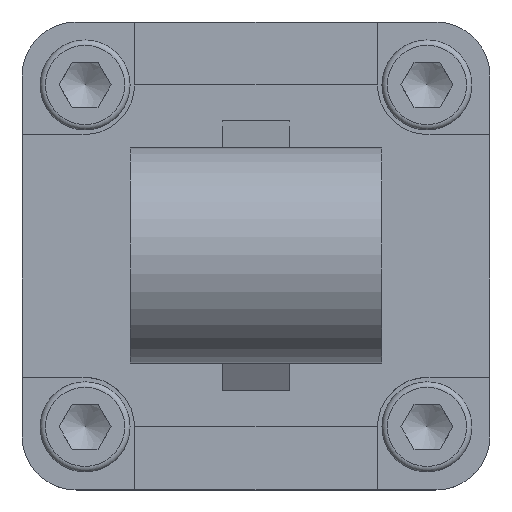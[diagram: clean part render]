
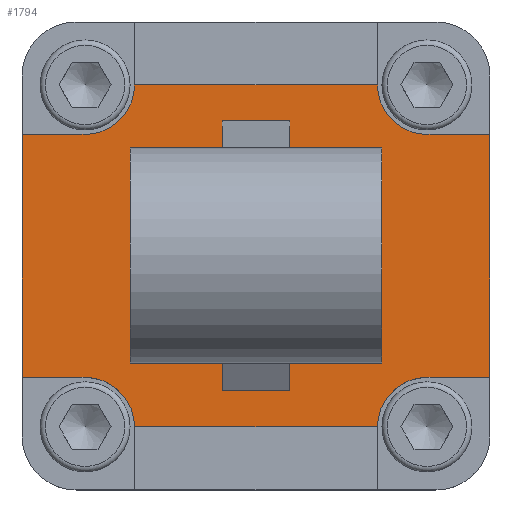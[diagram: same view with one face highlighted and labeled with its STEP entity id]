
A CAD part, top view. The second image highlights one B-rep face of the part: STEP entity #1794.
In plain terms, the highlighted planar face has unit normal (0, 0, 1).
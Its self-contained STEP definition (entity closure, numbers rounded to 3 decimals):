
#86=LINE('',#2773,#226);
#90=LINE('',#2781,#230);
#93=LINE('',#2786,#233);
#94=LINE('',#2789,#234);
#98=LINE('',#2796,#238);
#99=LINE('',#2800,#239);
#104=LINE('',#2809,#244);
#105=LINE('',#2812,#245);
#107=LINE('',#2819,#247);
#108=LINE('',#2821,#248);
#109=LINE('',#2823,#249);
#110=LINE('',#2827,#250);
#111=LINE('',#2831,#251);
#112=LINE('',#2833,#252);
#113=LINE('',#2835,#253);
#114=LINE('',#2838,#254);
#115=LINE('',#2840,#255);
#116=LINE('',#2841,#256);
#117=LINE('',#2843,#257);
#118=LINE('',#2844,#258);
#226=VECTOR('',#2239,3.);
#230=VECTOR('',#2245,7.5);
#233=VECTOR('',#2250,3.);
#234=VECTOR('',#2253,10.25);
#238=VECTOR('',#2257,10.25);
#239=VECTOR('',#2260,3.);
#244=VECTOR('',#2267,7.5);
#245=VECTOR('',#2270,3.);
#247=VECTOR('',#2276,7.);
#248=VECTOR('',#2277,27.);
#249=VECTOR('',#2278,7.);
#250=VECTOR('',#2281,27.);
#251=VECTOR('',#2284,7.);
#252=VECTOR('',#2285,27.);
#253=VECTOR('',#2286,7.);
#254=VECTOR('',#2289,27.);
#255=VECTOR('',#2290,24.);
#256=VECTOR('',#2291,10.25);
#257=VECTOR('',#2292,10.25);
#258=VECTOR('',#2293,24.);
#385=FACE_BOUND('',#607,.T.);
#470=FACE_OUTER_BOUND('',#606,.T.);
#606=EDGE_LOOP('',(#1333,#1334,#1335,#1336,#1337,#1338,#1339,#1340,#1341,
#1342,#1343,#1344));
#607=EDGE_LOOP('',(#1345,#1346,#1347,#1348,#1349,#1350,#1351,#1352,#1353,
#1354,#1355,#1356));
#697=CIRCLE('',#1937,5.5);
#698=CIRCLE('',#1938,5.5);
#699=CIRCLE('',#1939,5.5);
#700=CIRCLE('',#1940,5.5);
#803=VERTEX_POINT('',#2771);
#804=VERTEX_POINT('',#2772);
#806=VERTEX_POINT('',#2778);
#808=VERTEX_POINT('',#2784);
#809=VERTEX_POINT('',#2788);
#812=VERTEX_POINT('',#2794);
#813=VERTEX_POINT('',#2798);
#814=VERTEX_POINT('',#2799);
#816=VERTEX_POINT('',#2805);
#818=VERTEX_POINT('',#2811);
#819=VERTEX_POINT('',#2815);
#820=VERTEX_POINT('',#2816);
#821=VERTEX_POINT('',#2818);
#822=VERTEX_POINT('',#2820);
#823=VERTEX_POINT('',#2822);
#824=VERTEX_POINT('',#2824);
#825=VERTEX_POINT('',#2826);
#826=VERTEX_POINT('',#2828);
#827=VERTEX_POINT('',#2830);
#828=VERTEX_POINT('',#2832);
#829=VERTEX_POINT('',#2834);
#830=VERTEX_POINT('',#2836);
#831=VERTEX_POINT('',#2839);
#832=VERTEX_POINT('',#2842);
#987=EDGE_CURVE('',#803,#804,#86,.T.);
#991=EDGE_CURVE('',#804,#806,#90,.T.);
#994=EDGE_CURVE('',#806,#808,#93,.T.);
#995=EDGE_CURVE('',#809,#803,#94,.T.);
#999=EDGE_CURVE('',#808,#812,#98,.T.);
#1000=EDGE_CURVE('',#813,#814,#99,.T.);
#1005=EDGE_CURVE('',#816,#813,#104,.T.);
#1006=EDGE_CURVE('',#818,#816,#105,.T.);
#1008=EDGE_CURVE('',#819,#820,#697,.T.);
#1009=EDGE_CURVE('',#820,#821,#107,.T.);
#1010=EDGE_CURVE('',#822,#821,#108,.T.);
#1011=EDGE_CURVE('',#822,#823,#109,.T.);
#1012=EDGE_CURVE('',#823,#824,#698,.T.);
#1013=EDGE_CURVE('',#824,#825,#110,.T.);
#1014=EDGE_CURVE('',#825,#826,#699,.T.);
#1015=EDGE_CURVE('',#826,#827,#111,.T.);
#1016=EDGE_CURVE('',#828,#827,#112,.T.);
#1017=EDGE_CURVE('',#828,#829,#113,.T.);
#1018=EDGE_CURVE('',#829,#830,#700,.T.);
#1019=EDGE_CURVE('',#830,#819,#114,.T.);
#1020=EDGE_CURVE('',#812,#831,#115,.T.);
#1021=EDGE_CURVE('',#831,#818,#116,.T.);
#1022=EDGE_CURVE('',#814,#832,#117,.T.);
#1023=EDGE_CURVE('',#832,#809,#118,.T.);
#1333=ORIENTED_EDGE('',*,*,#1008,.T.);
#1334=ORIENTED_EDGE('',*,*,#1009,.T.);
#1335=ORIENTED_EDGE('',*,*,#1010,.F.);
#1336=ORIENTED_EDGE('',*,*,#1011,.T.);
#1337=ORIENTED_EDGE('',*,*,#1012,.T.);
#1338=ORIENTED_EDGE('',*,*,#1013,.T.);
#1339=ORIENTED_EDGE('',*,*,#1014,.T.);
#1340=ORIENTED_EDGE('',*,*,#1015,.T.);
#1341=ORIENTED_EDGE('',*,*,#1016,.F.);
#1342=ORIENTED_EDGE('',*,*,#1017,.T.);
#1343=ORIENTED_EDGE('',*,*,#1018,.T.);
#1344=ORIENTED_EDGE('',*,*,#1019,.T.);
#1345=ORIENTED_EDGE('',*,*,#994,.T.);
#1346=ORIENTED_EDGE('',*,*,#999,.T.);
#1347=ORIENTED_EDGE('',*,*,#1020,.T.);
#1348=ORIENTED_EDGE('',*,*,#1021,.T.);
#1349=ORIENTED_EDGE('',*,*,#1006,.T.);
#1350=ORIENTED_EDGE('',*,*,#1005,.T.);
#1351=ORIENTED_EDGE('',*,*,#1000,.T.);
#1352=ORIENTED_EDGE('',*,*,#1022,.T.);
#1353=ORIENTED_EDGE('',*,*,#1023,.T.);
#1354=ORIENTED_EDGE('',*,*,#995,.T.);
#1355=ORIENTED_EDGE('',*,*,#987,.T.);
#1356=ORIENTED_EDGE('',*,*,#991,.T.);
#1592=PLANE('',#1936);
#1794=ADVANCED_FACE('',(#470,#385),#1592,.T.);
#1936=AXIS2_PLACEMENT_3D('',#2814,#2272,#2273);
#1937=AXIS2_PLACEMENT_3D('',#2817,#2274,#2275);
#1938=AXIS2_PLACEMENT_3D('',#2825,#2279,#2280);
#1939=AXIS2_PLACEMENT_3D('',#2829,#2282,#2283);
#1940=AXIS2_PLACEMENT_3D('',#2837,#2287,#2288);
#2239=DIRECTION('',(0.,-1.,0.));
#2245=DIRECTION('',(-1.,0.,0.));
#2250=DIRECTION('',(0.,1.,0.));
#2253=DIRECTION('',(-1.,0.,0.));
#2257=DIRECTION('',(-1.,0.,0.));
#2260=DIRECTION('',(0.,-1.,0.));
#2267=DIRECTION('',(1.,0.,0.));
#2270=DIRECTION('',(0.,1.,0.));
#2272=DIRECTION('center_axis',(0.,0.,
1.));
#2273=DIRECTION('ref_axis',(0.,-1.,0.));
#2274=DIRECTION('center_axis',(0.,0.,
-1.));
#2275=DIRECTION('ref_axis',(0.,1.,0.));
#2276=DIRECTION('',(1.,0.,0.));
#2277=DIRECTION('',(0.,-1.,0.));
#2278=DIRECTION('',(-1.,0.,0.));
#2279=DIRECTION('center_axis',(0.,0.,
-1.));
#2280=DIRECTION('ref_axis',(-1.,0.,0.));
#2281=DIRECTION('',(-1.,0.,0.));
#2282=DIRECTION('center_axis',(0.,0.,
-1.));
#2283=DIRECTION('ref_axis',(0.,-1.,0.));
#2284=DIRECTION('',(-1.,0.,0.));
#2285=DIRECTION('',(0.,1.,0.));
#2286=DIRECTION('',(1.,0.,0.));
#2287=DIRECTION('center_axis',(0.,0.,
-1.));
#2288=DIRECTION('ref_axis',(1.,0.,0.));
#2289=DIRECTION('',(1.,0.,0.));
#2290=DIRECTION('',(0.,1.,0.));
#2291=DIRECTION('',(1.,0.,0.));
#2292=DIRECTION('',(1.,0.,0.));
#2293=DIRECTION('',(0.,-1.,0.));
#2771=CARTESIAN_POINT('',(3.75,-12.,9.));
#2772=CARTESIAN_POINT('',(3.75,-15.,9.));
#2773=CARTESIAN_POINT('',(3.75,-6.418,9.));
#2778=CARTESIAN_POINT('',(-3.75,-15.,9.));
#2781=CARTESIAN_POINT('',(0.,-15.,9.));
#2784=CARTESIAN_POINT('',(-3.75,-12.,9.));
#2786=CARTESIAN_POINT('',(-3.75,-6.418,9.));
#2788=CARTESIAN_POINT('',(14.,-12.,9.));
#2789=CARTESIAN_POINT('',(-7.,-12.,9.));
#2794=CARTESIAN_POINT('',(-14.,-12.,9.));
#2796=CARTESIAN_POINT('',(-7.,-12.,9.));
#2798=CARTESIAN_POINT('',(3.75,15.,9.));
#2799=CARTESIAN_POINT('',(3.75,12.,9.));
#2800=CARTESIAN_POINT('',(3.75,6.418,9.));
#2805=CARTESIAN_POINT('',(-3.75,15.,9.));
#2809=CARTESIAN_POINT('',(0.,15.,9.));
#2811=CARTESIAN_POINT('',(-3.75,12.,9.));
#2812=CARTESIAN_POINT('',(-3.75,6.418,9.));
#2814=CARTESIAN_POINT('Origin',(0.,0.,
9.));
#2815=CARTESIAN_POINT('',(13.5,-19.,9.));
#2816=CARTESIAN_POINT('',(19.,-13.5,9.));
#2817=CARTESIAN_POINT('Origin',(19.,-19.,9.));
#2818=CARTESIAN_POINT('',(26.,-13.5,9.));
#2819=CARTESIAN_POINT('',(13.,-13.5,9.));
#2820=CARTESIAN_POINT('',(26.,13.5,9.));
#2821=CARTESIAN_POINT('',(26.,-20.,9.));
#2822=CARTESIAN_POINT('',(19.,13.5,9.));
#2823=CARTESIAN_POINT('',(9.5,13.5,9.));
#2824=CARTESIAN_POINT('',(13.5,19.,9.));
#2825=CARTESIAN_POINT('Origin',(19.,19.,9.));
#2826=CARTESIAN_POINT('',(-13.5,19.,9.));
#2827=CARTESIAN_POINT('',(-13.,19.,9.));
#2828=CARTESIAN_POINT('',(-19.,13.5,9.));
#2829=CARTESIAN_POINT('Origin',(-19.,19.,9.));
#2830=CARTESIAN_POINT('',(-26.,13.5,9.));
#2831=CARTESIAN_POINT('',(-13.,13.5,9.));
#2832=CARTESIAN_POINT('',(-26.,-13.5,9.));
#2833=CARTESIAN_POINT('',(-26.,20.,9.));
#2834=CARTESIAN_POINT('',(-19.,-13.5,9.));
#2835=CARTESIAN_POINT('',(-9.5,-13.5,9.));
#2836=CARTESIAN_POINT('',(-13.5,-19.,9.));
#2837=CARTESIAN_POINT('Origin',(-19.,-19.,9.));
#2838=CARTESIAN_POINT('',(13.,-19.,9.));
#2839=CARTESIAN_POINT('',(-14.,12.,9.));
#2840=CARTESIAN_POINT('',(-14.,0.,9.));
#2841=CARTESIAN_POINT('',(-7.,12.,9.));
#2842=CARTESIAN_POINT('',(14.,12.,9.));
#2843=CARTESIAN_POINT('',(-7.,12.,9.));
#2844=CARTESIAN_POINT('',(14.,0.,9.));
